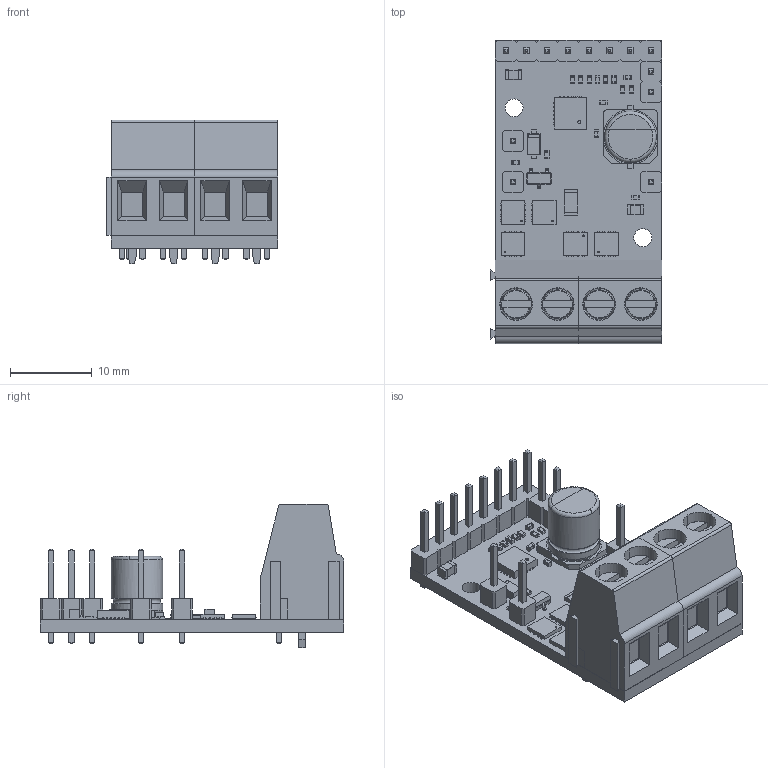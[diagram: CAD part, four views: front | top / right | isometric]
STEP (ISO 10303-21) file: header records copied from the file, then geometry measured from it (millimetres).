
FILE_DESCRIPTION(('KiCad electronic assembly'),'2;1');
FILE_NAME('Brushed_DC_Motor_Driver.step','2023-05-13T18:51:36',('Pcbnew' ),('Kicad'),'Open CASCADE STEP processor 7.6', 'KiCad to STEP converter','Unknown');
FILE_SCHEMA(('AUTOMOTIVE_DESIGN { 1 0 10303 214 1 1 1 1 }'));
Length unit declared in the file: millimetre
Products named in the file (28): Brushed_DC_Motor_Driver 1; C_0805_2012Metric; SOLID; PinHeader_1x01_P2.54mm_Vertical; DFN-8-1EP_3x3mm_P0.65mm_EP1.7x2.05mm; R_0402_1005Metric; D_SOD-123F; VQFN-24-1EP_4x4mm_P0.5mm_EP2.45x2.45mm; SOT-23; C_0402_1005Metric; CP_Elec_6.3x7.7; PinHeader_1x08_P2.54mm_Vertical; PinHeader_1x02_P2.54mm_Vertical; CUI_DEVICES_TB004-508-04BE; COMPOUND; R_1206_3216Metric; PCB
Assembly tree (47 placements, depth 3):
  Brushed_DC_Motor_Driver 1
    C_0805_2012Metric  x2
      SOLID
    PinHeader_1x01_P2.54mm_Vertical  x3
      SOLID
    DFN-8-1EP_3x3mm_P0.65mm_EP1.7x2.05mm  x5
      SOLID
    R_0402_1005Metric  x9
      SOLID
    D_SOD-123F
      SOLID
    VQFN-24-1EP_4x4mm_P0.5mm_EP2.45x2.45mm
      SOLID
    SOT-23
      SOLID
    C_0402_1005Metric  x5
      SOLID
    CP_Elec_6.3x7.7
      SOLID
    PinHeader_1x08_P2.54mm_Vertical  x2
      SOLID
    PinHeader_1x02_P2.54mm_Vertical
      SOLID
    CUI_DEVICES_TB004-508-04BE
      COMPOUND
    R_1206_3216Metric
      SOLID
    PCB
Bounding box: 20.92 x 37.08 x 17.6 mm (x, y, z)
Volume: 4245.2 mm3; surface area: 5281.8 mm2
Topology: 35 solids, 35 shells, 1816 faces, 4675 edges, 3011 vertices
Faces by surface type: plane 1498, cylinder 238, bspline 39, torus 24, cone 16, revolution 1
Full cylindrical faces by diameter (mm): 0.2 x5, 0.305 x5, 0.4 x1, 1 x21, 1.6 x4, 2.2 x2, 6.3 x2
Entity records: 68933 total; most frequent: CARTESIAN_POINT 13005, DIRECTION 9314, LINE 6681, VECTOR 6681, ORIENTED_EDGE 4954, PCURVE 4954, DEFINITIONAL_REPRESENTATION 4954, EDGE_CURVE 2477
